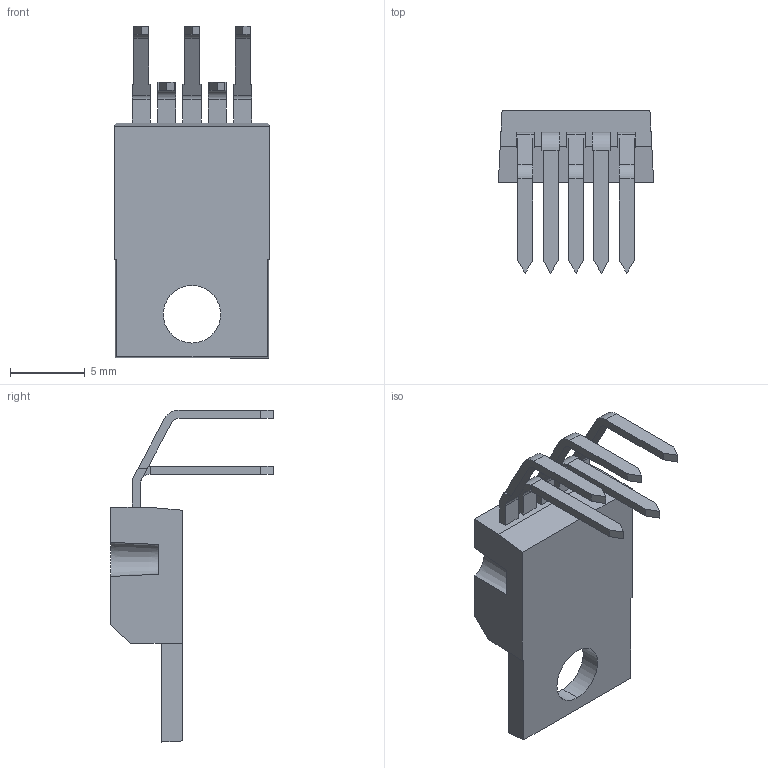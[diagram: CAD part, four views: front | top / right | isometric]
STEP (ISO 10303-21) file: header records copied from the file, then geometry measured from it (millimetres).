
FILE_DESCRIPTION (( 'STEP AP214' ), '1' );
FILE_NAME ('User Library-TO-220-5_bent_leads.STEP', '2014-01-21T08:45:10', ( 'Windows User' ), ( '' ), 'SwSTEP 2.0', 'SolidWorks 2014', '' );
FILE_SCHEMA (( 'AUTOMOTIVE_DESIGN' ));
Length unit declared in the file: millimetre
Products named in the file (1): User Library-TO-220-5_bent_leads
Bounding box: 10.4 x 10.9 x 22.23 mm (x, y, z)
Volume: 534.7 mm3; surface area: 704.4 mm2
Topology: 1 solids, 1 shells, 103 faces, 280 edges, 184 vertices
Faces by surface type: plane 83, cylinder 18, cone 2
Entity records: 3715 total; most frequent: CARTESIAN_POINT 592, ORIENTED_EDGE 560, DIRECTION 524, EDGE_CURVE 280, LINE 236, VECTOR 236, VERTEX_POINT 184, AXIS2_PLACEMENT_3D 144
